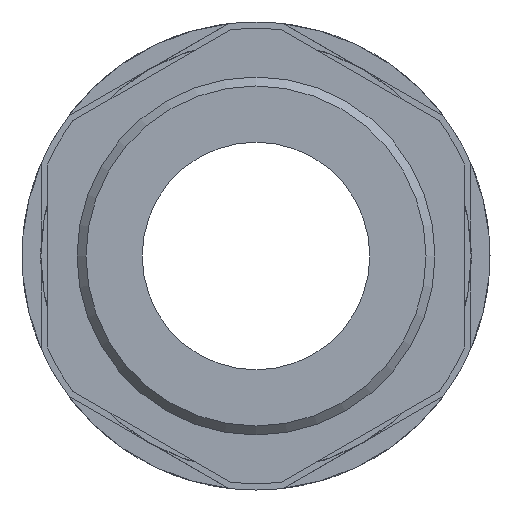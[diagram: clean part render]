
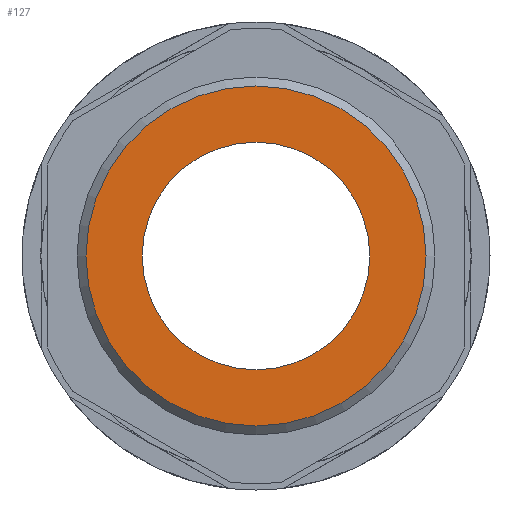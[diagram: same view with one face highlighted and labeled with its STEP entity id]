
A CAD part, left-side view. The second image highlights one B-rep face of the part: STEP entity #127.
In plain terms, the highlighted planar face has unit normal (-1, 0, 0).
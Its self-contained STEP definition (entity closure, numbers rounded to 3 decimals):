
#127 = ADVANCED_FACE( '', ( #273, #274 ), #275, .F. );
#273 = FACE_OUTER_BOUND( '', #443, .T. );
#274 = FACE_BOUND( '', #444, .T. );
#275 = PLANE( '', #445 );
#443 = EDGE_LOOP( '', ( #886 ) );
#444 = EDGE_LOOP( '', ( #887 ) );
#445 = AXIS2_PLACEMENT_3D( '', #888, #889, #890 );
#886 = ORIENTED_EDGE( '', *, *, #1179, .F. );
#887 = ORIENTED_EDGE( '', *, *, #1045, .T. );
#888 = CARTESIAN_POINT( '', ( -41., 0., 0. ) );
#889 = DIRECTION( '', ( 1., 0., 0. ) );
#890 = DIRECTION( '', ( 0., 0., -1. ) );
#1045 = EDGE_CURVE( '', #1217, #1217, #1218, .T. );
#1179 = EDGE_CURVE( '', #1445, #1445, #1446, .T. );
#1217 = VERTEX_POINT( '', #1494 );
#1218 = CIRCLE( '', #1495, 9. );
#1445 = VERTEX_POINT( '', #1794 );
#1446 = CIRCLE( '', #1795, 13.443 );
#1494 = CARTESIAN_POINT( '', ( -41., 9., 0. ) );
#1495 = AXIS2_PLACEMENT_3D( '', #1841, #1842, #1843 );
#1794 = CARTESIAN_POINT( '', ( -41., 0., -13.443 ) );
#1795 = AXIS2_PLACEMENT_3D( '', #2099, #2100, #2101 );
#1841 = CARTESIAN_POINT( '', ( -41., 0., 0. ) );
#1842 = DIRECTION( '', ( 1., 0., 0. ) );
#1843 = DIRECTION( '', ( 0., 1., 0. ) );
#2099 = CARTESIAN_POINT( '', ( -41., 0., 0. ) );
#2100 = DIRECTION( '', ( 1., 0., 0. ) );
#2101 = DIRECTION( '', ( 0., 0., -1. ) );
